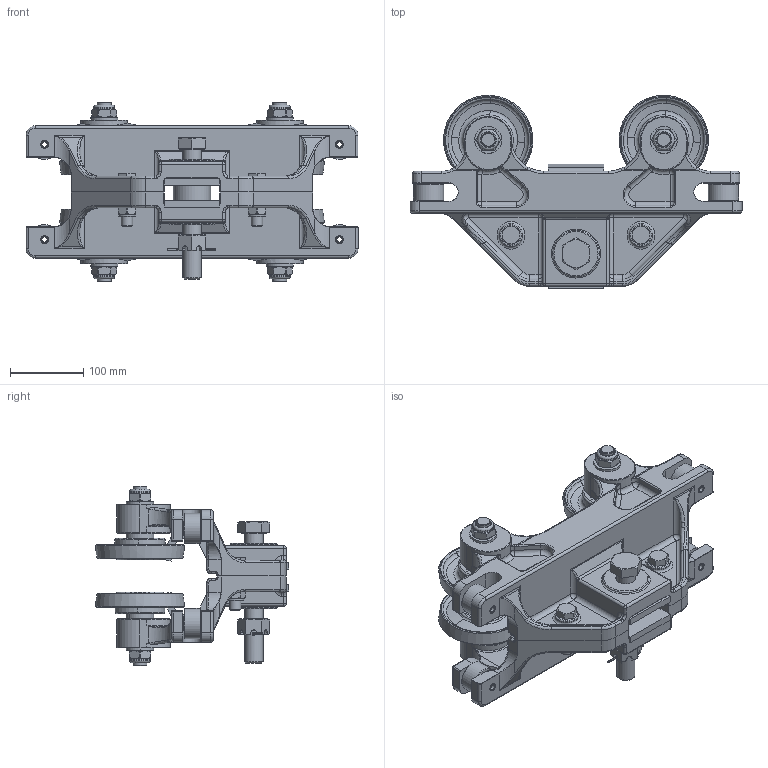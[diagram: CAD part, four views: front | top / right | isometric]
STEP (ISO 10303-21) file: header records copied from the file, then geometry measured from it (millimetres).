
FILE_DESCRIPTION((''),'2;1');
FILE_NAME('10062 BT-333-10 TROLLEY.stp','2011-03-31T09:29:33',('jholman'),(''),'Autodesk Inventor 2011','Autodesk Inventor 2011','');
FILE_SCHEMA(('AUTOMOTIVE_DESIGN { 1 0 10303 214 1 1 1 1 }'));
Length unit declared in the file: inch
Products named in the file (20): 10062; Pin - Slotted Spring (Inch) 7/16 x 2; 3D11W4C4A; 3D11V7B4C; 3D11Y4C4A; 3D11Z2B4A; Hex Cap Screw - UNC (Regular Thread - Inch) 1-8 UNC - 7; Slotted Hex Nut - UNC (Regular Thread - Inch) 1 - 8; 3D11U4B4D; 3D11P3C4C; 3D1157B4C; 3D11C9B4B; 3D11C6B4A; 3D11S6B4B; 3D11I7B4B; 3D11G3B4A; 3D1154G4D; 3D1191G4A; Hex Cap Screw - Inch 5/8-11 UNC - 2.5; Plain Washer (Inch) 5/8 - narrow - Type A
Assembly tree (45 placements, depth 3):
  10062
    Pin - Slotted Spring (Inch) 7/16 x 2  x4
    3D11W4C4A  x4
    3D11V7B4C  x2
    3D11Y4C4A
    3D11Z2B4A
    Hex Cap Screw - UNC (Regular Thread - Inch) 1-8 UNC - 7
    Slotted Hex Nut - UNC (Regular Thread - Inch) 1 - 8
    3D11U4B4D  x2
    3D11P3C4C  x4
      3D1157B4C
      3D11C9B4B
      3D11C6B4A
    3D11S6B4B  x4
    3D11I7B4B  x4
    3D11G3B4A  x4
    3D1154G4D  x4
    3D1191G4A  x2
    Hex Cap Screw - Inch 5/8-11 UNC - 2.5  x2
    Plain Washer (Inch) 5/8 - narrow - Type A  x2
Bounding box: 454.02 x 264.14 x 245.29 mm (x, y, z)
Volume: 4274027.2 mm3; surface area: 871619.5 mm2
Topology: 50 solids, 50 shells, 2187 faces, 5192 edges, 3042 vertices
Faces by surface type: cylinder 692, bspline 466, plane 433, torus 354, cone 162, sphere 80
Full cylindrical faces by diameter (mm): 3.969 x1, 11.113 x12, 13.386 x2, 13.843 x2, 15.875 x2, 16.272 x4, 16.662 x2, 17.374 x2, 17.475 x4, 17.602 x4, 18.974 x4, 19.05 x12, 19.447 x4, 19.964 x4, 21.431 x2, 21.971 x1, 23.114 x2, 25.4 x1, 26.988 x2, 28.577 x4, 31.75 x5, 33.325 x2, 34.29 x1, 41.275 x4, 50.8 x1
Entity records: 33328 total; most frequent: CARTESIAN_POINT 11409, DIRECTION 4526, ORIENTED_EDGE 4364, EDGE_CURVE 2182, AXIS2_PLACEMENT_3D 1937, VERTEX_POINT 1336, EDGE_LOOP 1080, CIRCLE 1059
